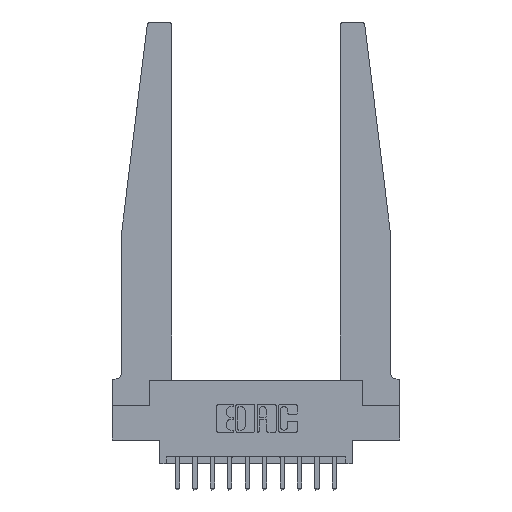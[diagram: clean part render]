
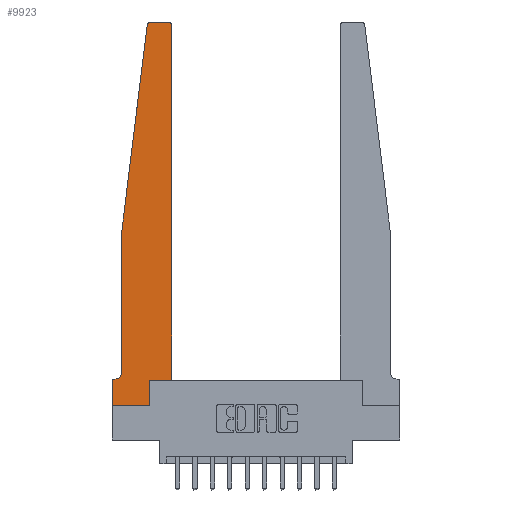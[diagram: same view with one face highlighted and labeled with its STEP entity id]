
A CAD part, top view. The second image highlights one B-rep face of the part: STEP entity #9923.
In plain terms, the highlighted planar face has unit normal (0, 0, 1).
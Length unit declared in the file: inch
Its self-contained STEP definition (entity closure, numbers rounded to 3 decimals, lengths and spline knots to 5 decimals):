
#68 = VERTEX_POINT ( 'NONE', #14484 ) ;
#304 = DIRECTION ( 'NONE',  ( -1., 0., 0. ) ) ;
#476 = ORIENTED_EDGE ( 'NONE', *, *, #3367, .T. ) ;
#597 = EDGE_CURVE ( 'NONE', #3971, #3614, #13869, .T. ) ;
#616 = VERTEX_POINT ( 'NONE', #3468 ) ;
#750 = CARTESIAN_POINT ( 'NONE',  ( 0., 0., 0.37 ) ) ;
#751 = DIRECTION ( 'NONE',  ( 1., 0., 0. ) ) ;
#994 = CARTESIAN_POINT ( 'NONE',  ( 0.395, 2.72, 0.37 ) ) ;
#1767 = CIRCLE ( 'NONE', #7916, 0.05 ) ;
#1905 = EDGE_CURVE ( 'NONE', #13504, #3971, #4791, .T. ) ;
#2005 = CARTESIAN_POINT ( 'NONE',  ( 0.25, 2.75, 0.37 ) ) ;
#2154 = DIRECTION ( 'NONE',  ( 1., 0., 0. ) ) ;
#2208 = CARTESIAN_POINT ( 'NONE',  ( 0.425, 0.18, 0.37 ) ) ;
#2624 = VECTOR ( 'NONE', #7470, 39.37008 ) ;
#2978 = LINE ( 'NONE', #2208, #15706 ) ;
#3108 = VERTEX_POINT ( 'NONE', #10344 ) ;
#3209 = DIRECTION ( 'NONE',  ( -1., 0., 0. ) ) ;
#3257 = CARTESIAN_POINT ( 'NONE',  ( 0., 0.1875, 0.37 ) ) ;
#3367 = EDGE_CURVE ( 'NONE', #12128, #13504, #5866, .T. ) ;
#3375 = AXIS2_PLACEMENT_3D ( 'NONE', #14479, #15736, #8306 ) ;
#3468 = CARTESIAN_POINT ( 'NONE',  ( 0.27653, 2.75, 0.37 ) ) ;
#3614 = VERTEX_POINT ( 'NONE', #4659 ) ;
#3908 = CARTESIAN_POINT ( 'NONE',  ( 0.27653, 2.72, 0.37 ) ) ;
#3971 = VERTEX_POINT ( 'NONE', #750 ) ;
#4029 = VECTOR ( 'NONE', #7608, 39.37008 ) ;
#4218 = CARTESIAN_POINT ( 'NONE',  ( 0.395, 2.75, 0.37 ) ) ;
#4380 = CARTESIAN_POINT ( 'NONE',  ( 0., 0., 0.37 ) ) ;
#4659 = CARTESIAN_POINT ( 'NONE',  ( 0.2605, 0., 0.37 ) ) ;
#4699 = CARTESIAN_POINT ( 'NONE',  ( 0., 0., 0.37 ) ) ;
#4779 = VECTOR ( 'NONE', #8165, 39.37008 ) ;
#4791 = LINE ( 'NONE', #4699, #4779 ) ;
#4827 = LINE ( 'NONE', #5184, #10967 ) ;
#4829 = ORIENTED_EDGE ( 'NONE', *, *, #10200, .T. ) ;
#4831 = DIRECTION ( 'NONE',  ( 0., -1., 0. ) ) ;
#5119 = DIRECTION ( 'NONE',  ( 1., 0., 0. ) ) ;
#5184 = CARTESIAN_POINT ( 'NONE',  ( 0.2605, 0.18, 0.37 ) ) ;
#5219 = LINE ( 'NONE', #8515, #14299 ) ;
#5240 = ORIENTED_EDGE ( 'NONE', *, *, #11381, .T. ) ;
#5274 = ORIENTED_EDGE ( 'NONE', *, *, #1905, .T. ) ;
#5861 = VERTEX_POINT ( 'NONE', #7228 ) ;
#5866 = LINE ( 'NONE', #7348, #2624 ) ;
#6169 = VERTEX_POINT ( 'NONE', #4218 ) ;
#6384 = CARTESIAN_POINT ( 'NONE',  ( 0.065, 1.25, 0.37 ) ) ;
#6437 = DIRECTION ( 'NONE',  ( 0., 1., 0. ) ) ;
#6696 = CARTESIAN_POINT ( 'NONE',  ( 0.425, 2.72, 0.37 ) ) ;
#6845 = ORIENTED_EDGE ( 'NONE', *, *, #10204, .T. ) ;
#7228 = CARTESIAN_POINT ( 'NONE',  ( 0.425, 0.18, 0.37 ) ) ;
#7348 = CARTESIAN_POINT ( 'NONE',  ( 0.065, 0.1875, 0.37 ) ) ;
#7470 = DIRECTION ( 'NONE',  ( -1., 0., 0. ) ) ;
#7527 = DIRECTION ( 'NONE',  ( 0., 0., -1. ) ) ;
#7608 = DIRECTION ( 'NONE',  ( -0.122, -0.992, 0. ) ) ;
#7696 = CIRCLE ( 'NONE', #14111, 0.03 ) ;
#7891 = ORIENTED_EDGE ( 'NONE', *, *, #11112, .T. ) ;
#7916 = AXIS2_PLACEMENT_3D ( 'NONE', #14957, #7527, #304 ) ;
#8106 = VERTEX_POINT ( 'NONE', #8301 ) ;
#8165 = DIRECTION ( 'NONE',  ( 0., -1., 0. ) ) ;
#8301 = CARTESIAN_POINT ( 'NONE',  ( 0.065, 0.2375, 0.37 ) ) ;
#8306 = DIRECTION ( 'NONE',  ( 1., 0., 0. ) ) ;
#8436 = DIRECTION ( 'NONE',  ( 1., 0., 0. ) ) ;
#8515 = CARTESIAN_POINT ( 'NONE',  ( 0.065, 1.25, 0.37 ) ) ;
#8787 = ORIENTED_EDGE ( 'NONE', *, *, #15525, .T. ) ;
#9033 = AXIS2_PLACEMENT_3D ( 'NONE', #994, #9459, #2154 ) ;
#9459 = DIRECTION ( 'NONE',  ( 0., 0., 1. ) ) ;
#9841 = ORIENTED_EDGE ( 'NONE', *, *, #14129, .T. ) ;
#9923 = ADVANCED_FACE ( 'NONE', ( #11679 ), #13225, .T. ) ;
#10077 = CARTESIAN_POINT ( 'NONE',  ( 0.24675, 2.72367, 0.37 ) ) ;
#10200 = EDGE_CURVE ( 'NONE', #616, #12777, #7696, .T. ) ;
#10204 = EDGE_CURVE ( 'NONE', #12777, #68, #13895, .T. ) ;
#10344 = CARTESIAN_POINT ( 'NONE',  ( 0.2605, 0.18, 0.37 ) ) ;
#10472 = CARTESIAN_POINT ( 'NONE',  ( 0.015, 0.1875, 0.37 ) ) ;
#10760 = DIRECTION ( 'NONE',  ( 0., 1., 0. ) ) ;
#10967 = VECTOR ( 'NONE', #6437, 39.37008 ) ;
#11112 = EDGE_CURVE ( 'NONE', #14547, #6169, #15035, .T. ) ;
#11381 = EDGE_CURVE ( 'NONE', #8106, #12128, #1767, .T. ) ;
#11574 = ORIENTED_EDGE ( 'NONE', *, *, #15203, .T. ) ;
#11679 = FACE_OUTER_BOUND ( 'NONE', #12717, .T. ) ;
#12128 = VERTEX_POINT ( 'NONE', #10472 ) ;
#12339 = VECTOR ( 'NONE', #751, 39.37008 ) ;
#12497 = DIRECTION ( 'NONE',  ( 0., 0., 1. ) ) ;
#12717 = EDGE_LOOP ( 'NONE', ( #15767, #4829, #6845, #8787, #5240, #476, #5274, #14408, #14585, #11574, #9841, #7891 ) ) ;
#12777 = VERTEX_POINT ( 'NONE', #10077 ) ;
#13225 = PLANE ( 'NONE',  #3375 ) ;
#13465 = EDGE_CURVE ( 'NONE', #6169, #616, #15167, .T. ) ;
#13504 = VERTEX_POINT ( 'NONE', #3257 ) ;
#13680 = VECTOR ( 'NONE', #8436, 39.37008 ) ;
#13869 = LINE ( 'NONE', #4380, #13680 ) ;
#13895 = LINE ( 'NONE', #6384, #4029 ) ;
#14111 = AXIS2_PLACEMENT_3D ( 'NONE', #3908, #12497, #5119 ) ;
#14129 = EDGE_CURVE ( 'NONE', #5861, #14547, #2978, .T. ) ;
#14299 = VECTOR ( 'NONE', #4831, 39.37008 ) ;
#14408 = ORIENTED_EDGE ( 'NONE', *, *, #597, .T. ) ;
#14479 = CARTESIAN_POINT ( 'NONE',  ( 0., 0.1875, 0.37 ) ) ;
#14484 = CARTESIAN_POINT ( 'NONE',  ( 0.065, 1.25, 0.37 ) ) ;
#14547 = VERTEX_POINT ( 'NONE', #6696 ) ;
#14585 = ORIENTED_EDGE ( 'NONE', *, *, #15032, .T. ) ;
#14765 = VECTOR ( 'NONE', #3209, 39.37008 ) ;
#14957 = CARTESIAN_POINT ( 'NONE',  ( 0.015, 0.2375, 0.37 ) ) ;
#15032 = EDGE_CURVE ( 'NONE', #3614, #3108, #4827, .T. ) ;
#15035 = CIRCLE ( 'NONE', #9033, 0.03 ) ;
#15167 = LINE ( 'NONE', #2005, #14765 ) ;
#15203 = EDGE_CURVE ( 'NONE', #3108, #5861, #15670, .T. ) ;
#15398 = CARTESIAN_POINT ( 'NONE',  ( 0.425, 0.18, 0.37 ) ) ;
#15525 = EDGE_CURVE ( 'NONE', #68, #8106, #5219, .T. ) ;
#15670 = LINE ( 'NONE', #15398, #12339 ) ;
#15706 = VECTOR ( 'NONE', #10760, 39.37008 ) ;
#15736 = DIRECTION ( 'NONE',  ( 0., 0., 1. ) ) ;
#15767 = ORIENTED_EDGE ( 'NONE', *, *, #13465, .T. ) ;
